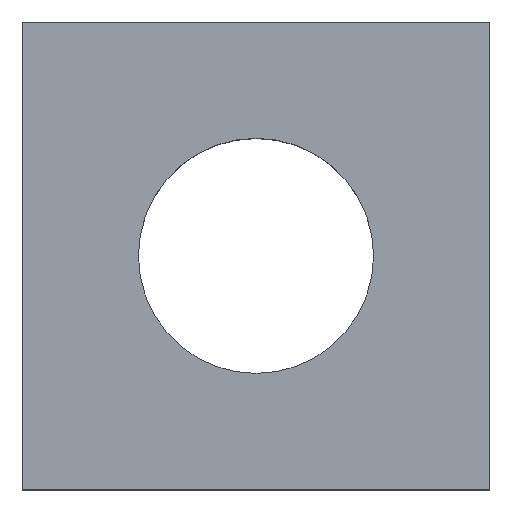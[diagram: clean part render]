
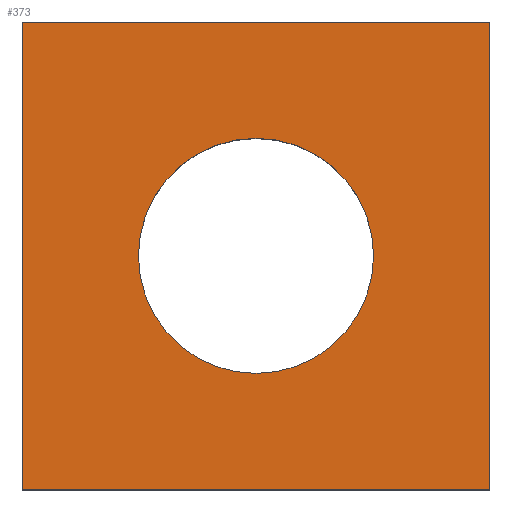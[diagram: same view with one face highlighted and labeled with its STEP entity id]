
A CAD part, top view. The second image highlights one B-rep face of the part: STEP entity #373.
In plain terms, the highlighted planar face has unit normal (0, 0, 1).
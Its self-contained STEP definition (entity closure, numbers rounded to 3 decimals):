
#119=CARTESIAN_POINT('Vertex',(60.,-60.,40.)) ;
#133=CARTESIAN_POINT('Vertex',(60.,60.,40.)) ;
#136=CARTESIAN_POINT('Line Origine',(60.,0.,40.)) ;
#186=CARTESIAN_POINT('Vertex',(-60.,60.,40.)) ;
#189=CARTESIAN_POINT('Line Origine',(0.,60.,40.)) ;
#248=CARTESIAN_POINT('Axis2P3D Location',(0.,0.,40.)) ;
#252=CARTESIAN_POINT('Vertex',(-30.162,0.,40.)) ;
#254=CARTESIAN_POINT('Vertex',(30.162,0.,40.)) ;
#274=CARTESIAN_POINT('Axis2P3D Location',(0.,0.,40.)) ;
#338=CARTESIAN_POINT('Vertex',(-60.,-60.,40.)) ;
#341=CARTESIAN_POINT('Line Origine',(0.,-60.,40.)) ;
#353=CARTESIAN_POINT('Axis2P3D Location',(0.,0.,40.)) ;
#358=CARTESIAN_POINT('Line Origine',(-60.,0.,40.)) ;
#137=DIRECTION('Vector Direction',(0.,-1.,0.)) ;
#190=DIRECTION('Vector Direction',(1.,0.,0.)) ;
#249=DIRECTION('Axis2P3D Direction',(0.,0.,1.)) ;
#275=DIRECTION('Axis2P3D Direction',(0.,0.,1.)) ;
#342=DIRECTION('Vector Direction',(-1.,0.,0.)) ;
#354=DIRECTION('Axis2P3D Direction',(0.,0.,1.)) ;
#355=DIRECTION('Axis2P3D XDirection',(1.,0.,0.)) ;
#359=DIRECTION('Vector Direction',(0.,1.,0.)) ;
#250=AXIS2_PLACEMENT_3D('Circle Axis2P3D',#248,#249,$) ;
#276=AXIS2_PLACEMENT_3D('Circle Axis2P3D',#274,#275,$) ;
#356=AXIS2_PLACEMENT_3D('Plane Axis2P3D',#353,#354,#355) ;
#364=ORIENTED_EDGE('',*,*,#193,.T.) ;
#365=ORIENTED_EDGE('',*,*,#362,.T.) ;
#366=ORIENTED_EDGE('',*,*,#345,.T.) ;
#367=ORIENTED_EDGE('',*,*,#140,.T.) ;
#370=ORIENTED_EDGE('',*,*,#256,.F.) ;
#371=ORIENTED_EDGE('',*,*,#278,.F.) ;
#372=FACE_BOUND('',#369,.T.) ;
#138=VECTOR('Line Direction',#137,1.) ;
#191=VECTOR('Line Direction',#190,1.) ;
#343=VECTOR('Line Direction',#342,1.) ;
#360=VECTOR('Line Direction',#359,1.) ;
#373=ADVANCED_FACE('Corps principal',(#368,#372),#357,.T.) ;
#251=CIRCLE('generated circle',#250,30.162) ;
#277=CIRCLE('generated circle',#276,30.162) ;
#140=EDGE_CURVE('',#120,#134,#139,.F.) ;
#193=EDGE_CURVE('',#134,#187,#192,.F.) ;
#256=EDGE_CURVE('',#253,#255,#251,.T.) ;
#278=EDGE_CURVE('',#255,#253,#277,.T.) ;
#345=EDGE_CURVE('',#339,#120,#344,.F.) ;
#362=EDGE_CURVE('',#187,#339,#361,.F.) ;
#363=EDGE_LOOP('',(#364,#365,#366,#367)) ;
#369=EDGE_LOOP('',(#370,#371)) ;
#368=FACE_OUTER_BOUND('',#363,.T.) ;
#139=LINE('Line',#136,#138) ;
#192=LINE('Line',#189,#191) ;
#344=LINE('Line',#341,#343) ;
#361=LINE('Line',#358,#360) ;
#357=PLANE('',#356) ;
#120=VERTEX_POINT('',#119) ;
#134=VERTEX_POINT('',#133) ;
#187=VERTEX_POINT('',#186) ;
#253=VERTEX_POINT('',#252) ;
#255=VERTEX_POINT('',#254) ;
#339=VERTEX_POINT('',#338) ;
